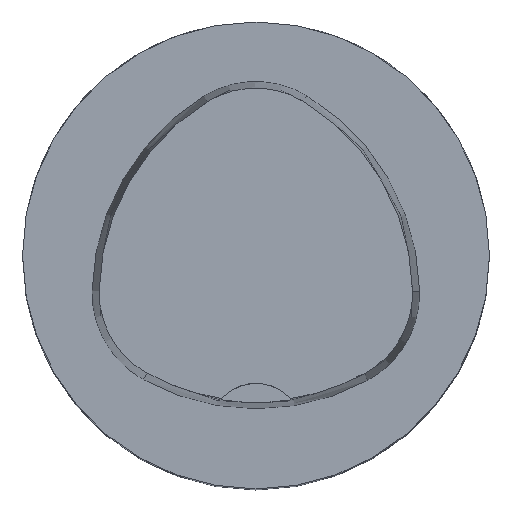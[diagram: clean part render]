
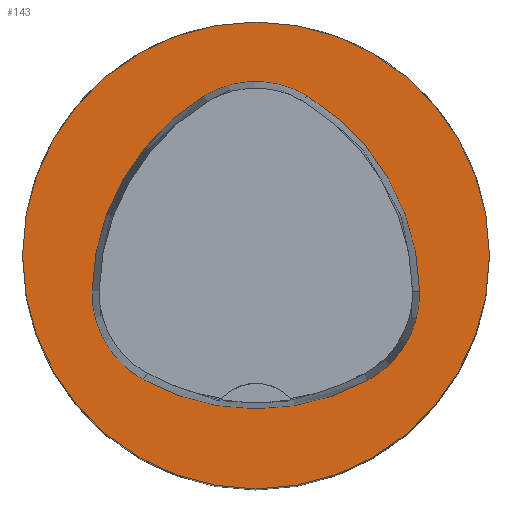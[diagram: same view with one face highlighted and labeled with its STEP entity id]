
A CAD part, top view. The second image highlights one B-rep face of the part: STEP entity #143.
In plain terms, the highlighted planar face has unit normal (0, 0, 1).
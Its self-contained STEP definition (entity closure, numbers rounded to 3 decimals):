
#143=ADVANCED_FACE('',(#349,#350),#177,.T.);
#177=PLANE('',#965);
#349=FACE_BOUND('',#415,.T.);
#350=FACE_BOUND('',#416,.T.);
#415=EDGE_LOOP('',(#592,#593,#594,#595,#596,#597));
#416=EDGE_LOOP('',(#598));
#592=ORIENTED_EDGE('',*,*,#803,.T.);
#593=ORIENTED_EDGE('',*,*,#783,.T.);
#594=ORIENTED_EDGE('',*,*,#787,.T.);
#595=ORIENTED_EDGE('',*,*,#790,.T.);
#596=ORIENTED_EDGE('',*,*,#793,.T.);
#597=ORIENTED_EDGE('',*,*,#801,.T.);
#598=ORIENTED_EDGE('',*,*,#748,.F.);
#671=VERTEX_POINT('',#1325);
#696=VERTEX_POINT('',#1414);
#697=VERTEX_POINT('',#1415);
#700=VERTEX_POINT('',#1423);
#702=VERTEX_POINT('',#1429);
#704=VERTEX_POINT('',#1435);
#711=VERTEX_POINT('',#1456);
#748=EDGE_CURVE('',#671,#671,#820,.T.);
#783=EDGE_CURVE('',#696,#697,#834,.T.);
#787=EDGE_CURVE('',#697,#700,#836,.T.);
#790=EDGE_CURVE('',#700,#702,#838,.T.);
#793=EDGE_CURVE('',#702,#704,#840,.T.);
#801=EDGE_CURVE('',#704,#711,#844,.T.);
#803=EDGE_CURVE('',#711,#696,#846,.T.);
#820=CIRCLE('',#900,20.);
#834=CIRCLE('',#943,20.);
#836=CIRCLE('',#946,8.5);
#838=CIRCLE('',#949,20.);
#840=CIRCLE('',#952,8.5);
#844=CIRCLE('',#957,20.);
#846=CIRCLE('',#960,8.5);
#900=AXIS2_PLACEMENT_3D('',#1324,#1046,#1047);
#943=AXIS2_PLACEMENT_3D('',#1413,#1153,#1154);
#946=AXIS2_PLACEMENT_3D('',#1422,#1161,#1162);
#949=AXIS2_PLACEMENT_3D('',#1428,#1168,#1169);
#952=AXIS2_PLACEMENT_3D('',#1434,#1175,#1176);
#957=AXIS2_PLACEMENT_3D('',#1457,#1187,#1188);
#960=AXIS2_PLACEMENT_3D('',#1460,#1193,#1194);
#965=AXIS2_PLACEMENT_3D('',#1465,#1203,#1204);
#1046=DIRECTION('',(0.,0.,-1.));
#1047=DIRECTION('',(-1.,0.,0.));
#1153=DIRECTION('',(0.,0.,-1.));
#1154=DIRECTION('',(-1.,0.,0.));
#1161=DIRECTION('',(0.,0.,-1.));
#1162=DIRECTION('',(-1.,0.,0.));
#1168=DIRECTION('',(0.,0.,-1.));
#1169=DIRECTION('',(-1.,0.,0.));
#1175=DIRECTION('',(0.,0.,-1.));
#1176=DIRECTION('',(-1.,0.,0.));
#1187=DIRECTION('',(0.,0.,-1.));
#1188=DIRECTION('',(-1.,0.,0.));
#1193=DIRECTION('',(0.,0.,-1.));
#1194=DIRECTION('',(-1.,0.,0.));
#1203=DIRECTION('',(0.,0.,1.));
#1204=DIRECTION('',(1.,0.,0.));
#1324=CARTESIAN_POINT('',(0.,0.,0.));
#1325=CARTESIAN_POINT('',(-20.,0.,0.));
#1413=CARTESIAN_POINT('',(5.955,-3.414,0.));
#1414=CARTESIAN_POINT('',(-14.041,-3.042,0.));
#1415=CARTESIAN_POINT('',(-4.472,13.653,0.));
#1422=CARTESIAN_POINT('',(-0.04,6.4,0.));
#1423=CARTESIAN_POINT('',(4.347,13.68,0.));
#1428=CARTESIAN_POINT('',(-5.976,-3.45,0.));
#1429=CARTESIAN_POINT('',(14.021,-3.075,0.));
#1434=CARTESIAN_POINT('',(5.522,-3.235,0.));
#1435=CARTESIAN_POINT('',(9.588,-10.699,0.));
#1456=CARTESIAN_POINT('',(-9.655,-10.639,0.));
#1457=CARTESIAN_POINT('',(0.022,6.864,0.));
#1460=CARTESIAN_POINT('',(-5.543,-3.2,0.));
#1465=CARTESIAN_POINT('',(0.,0.,0.));
